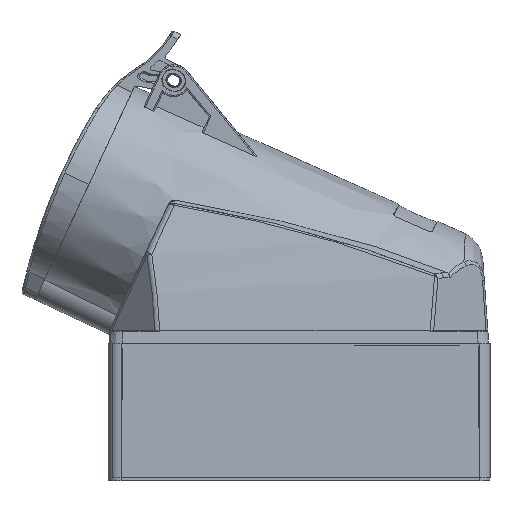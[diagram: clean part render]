
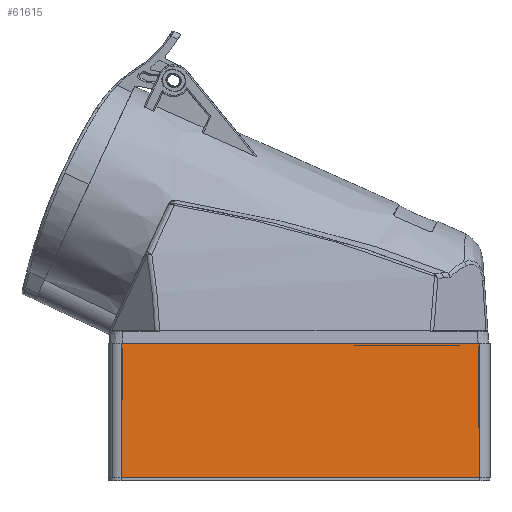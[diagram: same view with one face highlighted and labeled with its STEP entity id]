
A CAD part, front view. The second image highlights one B-rep face of the part: STEP entity #61615.
In plain terms, the highlighted planar face has unit normal (0.11, -0.994, 0).
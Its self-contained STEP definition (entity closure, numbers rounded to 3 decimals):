
#643 = FACE_OUTER_BOUND ( 'NONE', #49088, .T. ) ;
#2801 = CARTESIAN_POINT ( 'NONE',  ( 456.091, 1564.421, -1.7 ) ) ;
#2844 = EDGE_CURVE ( 'NONE', #7656, #47714, #8633, .T. ) ;
#3219 = CARTESIAN_POINT ( 'NONE',  ( 335.286, 1551.082, 43.8 ) ) ;
#3861 = CARTESIAN_POINT ( 'NONE',  ( 335.286, 1551.082, 43.8 ) ) ;
#3911 = VERTEX_POINT ( 'NONE', #37116 ) ;
#7656 = VERTEX_POINT ( 'NONE', #38909 ) ;
#8199 = DIRECTION ( 'NONE',  ( -0.994, -0.11, 0. ) ) ;
#8633 = LINE ( 'NONE', #63646, #41686 ) ;
#14713 = LINE ( 'NONE', #41358, #24618 ) ;
#15043 = DIRECTION ( 'NONE',  ( -0.994, -0.11, 0. ) ) ;
#20130 = EDGE_CURVE ( 'NONE', #47714, #3911, #64214, .T. ) ;
#21426 = ORIENTED_EDGE ( 'NONE', *, *, #37322, .T. ) ;
#22828 = DIRECTION ( 'NONE',  ( 0., 0., -1. ) ) ;
#24618 = VECTOR ( 'NONE', #15043, 1000. ) ;
#25638 = DIRECTION ( 'NONE',  ( 0.11, -0.994, 0. ) ) ;
#28601 = ORIENTED_EDGE ( 'NONE', *, *, #2844, .F. ) ;
#31645 = EDGE_CURVE ( 'NONE', #32182, #3911, #33603, .T. ) ;
#32182 = VERTEX_POINT ( 'NONE', #3861 ) ;
#33603 = LINE ( 'NONE', #3219, #61764 ) ;
#35765 = PLANE ( 'NONE',  #58408 ) ;
#37116 = CARTESIAN_POINT ( 'NONE',  ( 335.286, 1551.082, -1.7 ) ) ;
#37322 = EDGE_CURVE ( 'NONE', #7656, #32182, #14713, .T. ) ;
#37876 = ORIENTED_EDGE ( 'NONE', *, *, #31645, .T. ) ;
#38909 = CARTESIAN_POINT ( 'NONE',  ( 456.091, 1564.421, 43.8 ) ) ;
#40821 = DIRECTION ( 'NONE',  ( 0.994, 0.11, 0. ) ) ;
#41358 = CARTESIAN_POINT ( 'NONE',  ( 456.091, 1564.421, 43.8 ) ) ;
#41686 = VECTOR ( 'NONE', #59262, 1000. ) ;
#45753 = CARTESIAN_POINT ( 'NONE',  ( 456.091, 1564.421, -1.7 ) ) ;
#47714 = VERTEX_POINT ( 'NONE', #45753 ) ;
#48627 = VECTOR ( 'NONE', #8199, 1000. ) ;
#49088 = EDGE_LOOP ( 'NONE', ( #62662, #28601, #21426, #37876 ) ) ;
#57683 = CARTESIAN_POINT ( 'NONE',  ( 456.091, 1564.421, 43.8 ) ) ;
#58408 = AXIS2_PLACEMENT_3D ( 'NONE', #57683, #25638, #40821 ) ;
#59262 = DIRECTION ( 'NONE',  ( 0., 0., -1. ) ) ;
#61615 = ADVANCED_FACE ( 'NONE', ( #643 ), #35765, .T. ) ;
#61764 = VECTOR ( 'NONE', #22828, 1000. ) ;
#62662 = ORIENTED_EDGE ( 'NONE', *, *, #20130, .F. ) ;
#63646 = CARTESIAN_POINT ( 'NONE',  ( 456.091, 1564.421, 43.8 ) ) ;
#64214 = LINE ( 'NONE', #2801, #48627 ) ;
